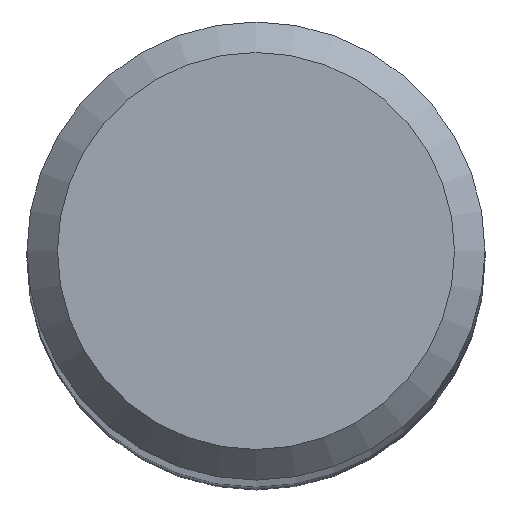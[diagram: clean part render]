
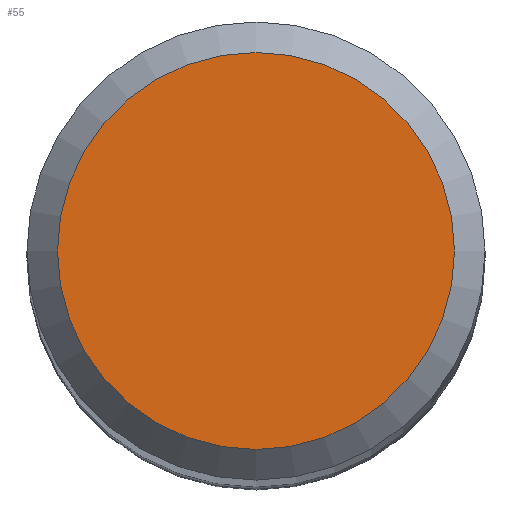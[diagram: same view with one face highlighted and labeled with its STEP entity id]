
A CAD part, top view. The second image highlights one B-rep face of the part: STEP entity #55.
In plain terms, the highlighted planar face has unit normal (0, 0, 1).
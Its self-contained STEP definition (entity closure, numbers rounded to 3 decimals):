
#46=PLANE('',#196);
#50=FACE_OUTER_BOUND('',#84,.T.);
#55=ADVANCED_FACE('',(#50),#46,.T.);
#84=EDGE_LOOP('',(#102));
#102=ORIENTED_EDGE('',*,*,#129,.T.);
#120=VERTEX_POINT('',#287);
#129=EDGE_CURVE('',#120,#120,#138,.T.);
#138=CIRCLE('',#195,2.6);
#195=AXIS2_PLACEMENT_3D('',#286,#226,#227);
#196=AXIS2_PLACEMENT_3D('',#288,#228,#229);
#226=DIRECTION('',(0.,0.,1.));
#227=DIRECTION('',(1.,0.,0.));
#228=DIRECTION('',(0.,0.,1.));
#229=DIRECTION('',(1.,0.,0.));
#286=CARTESIAN_POINT('',(0.,0.,0.));
#287=CARTESIAN_POINT('',(2.6,0.,0.));
#288=CARTESIAN_POINT('',(0.,0.,0.));
